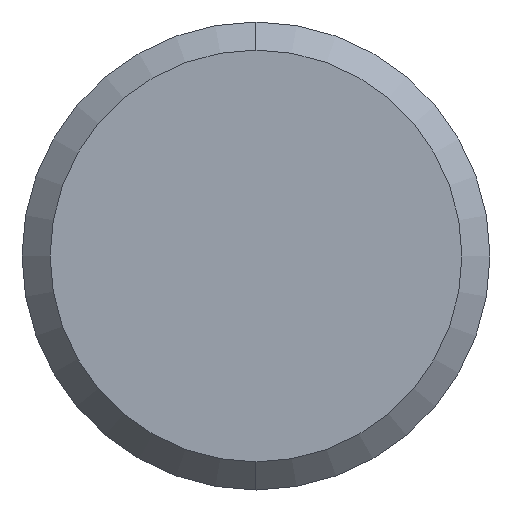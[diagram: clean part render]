
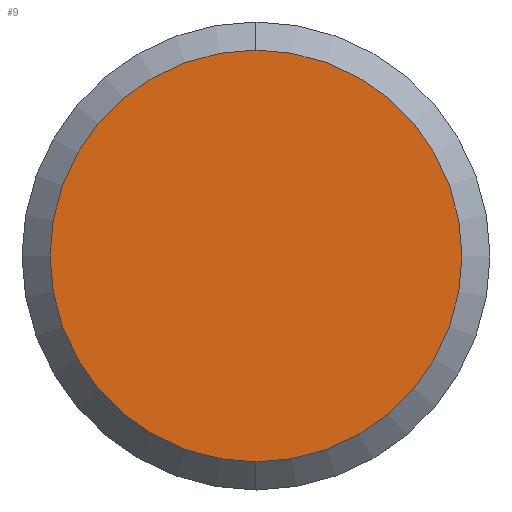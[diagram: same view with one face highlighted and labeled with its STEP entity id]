
A CAD part, left-side view. The second image highlights one B-rep face of the part: STEP entity #9.
In plain terms, the highlighted planar face has unit normal (-1, 0, 0).
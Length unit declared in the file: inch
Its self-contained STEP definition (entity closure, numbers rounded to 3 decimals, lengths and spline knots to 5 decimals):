
#9 = ADVANCED_FACE ( 'NONE', ( #316 ), #33, .T. ) ;
#32 = AXIS2_PLACEMENT_3D ( 'NONE', #113, #35, #138 ) ;
#33 = PLANE ( 'NONE',  #61 ) ;
#34 = CARTESIAN_POINT ( 'NONE',  ( -2., 0., 0.22 ) ) ;
#35 = DIRECTION ( 'NONE',  ( 1., 0., 0. ) ) ;
#49 = DIRECTION ( 'NONE',  ( -1., 0., 0. ) ) ;
#61 = AXIS2_PLACEMENT_3D ( 'NONE', #276, #49, #260 ) ;
#68 = VERTEX_POINT ( 'NONE', #34 ) ;
#80 = AXIS2_PLACEMENT_3D ( 'NONE', #111, #222, #202 ) ;
#91 = EDGE_LOOP ( 'NONE', ( #110, #300 ) ) ;
#105 = CIRCLE ( 'NONE', #80, 0.22 ) ;
#110 = ORIENTED_EDGE ( 'NONE', *, *, #242, .F. ) ;
#111 = CARTESIAN_POINT ( 'NONE',  ( -2., 0., 0. ) ) ;
#113 = CARTESIAN_POINT ( 'NONE',  ( -2., 0., 0. ) ) ;
#116 = CARTESIAN_POINT ( 'NONE',  ( -2., 0., -0.22 ) ) ;
#138 = DIRECTION ( 'NONE',  ( 0., 0., -1. ) ) ;
#150 = VERTEX_POINT ( 'NONE', #116 ) ;
#157 = EDGE_CURVE ( 'NONE', #68, #150, #105, .T. ) ;
#182 = CIRCLE ( 'NONE', #32, 0.22 ) ;
#202 = DIRECTION ( 'NONE',  ( 0., 0., -1. ) ) ;
#222 = DIRECTION ( 'NONE',  ( 1., 0., 0. ) ) ;
#242 = EDGE_CURVE ( 'NONE', #150, #68, #182, .T. ) ;
#260 = DIRECTION ( 'NONE',  ( 0., 0., 1. ) ) ;
#276 = CARTESIAN_POINT ( 'NONE',  ( -2., 0., 0. ) ) ;
#300 = ORIENTED_EDGE ( 'NONE', *, *, #157, .F. ) ;
#316 = FACE_OUTER_BOUND ( 'NONE', #91, .T. ) ;
